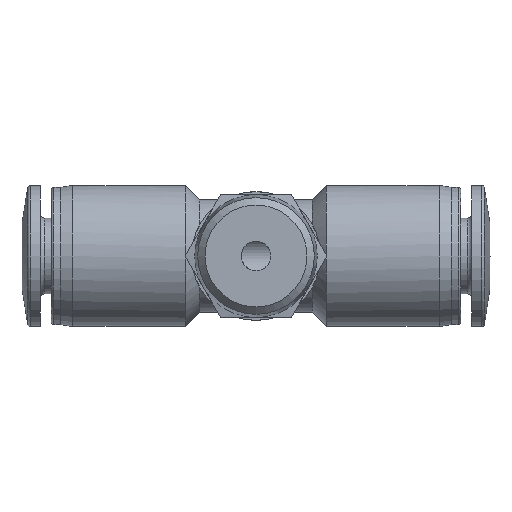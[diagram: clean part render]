
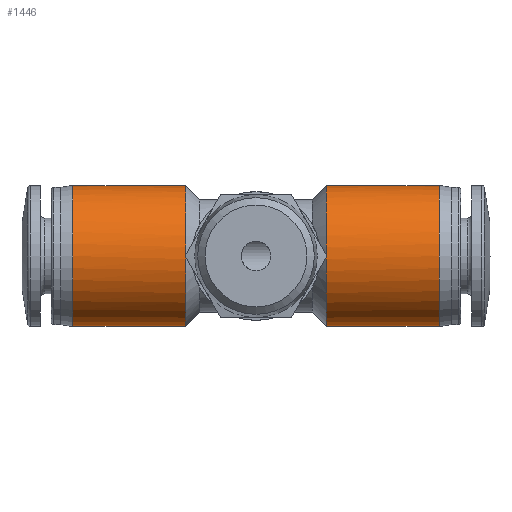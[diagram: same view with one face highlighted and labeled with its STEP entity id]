
A CAD part, front view. The second image highlights one B-rep face of the part: STEP entity #1446.
In plain terms, the highlighted cylindrical face has radius 5.75 mm (diameter 11.5 mm), a full revolution.
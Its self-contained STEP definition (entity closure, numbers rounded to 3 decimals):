
#68=LINE('',#2186,#96);
#69=LINE('',#2187,#97);
#96=VECTOR('',#1771,1000.);
#97=VECTOR('',#1772,1000.);
#269=ORIENTED_EDGE('',*,*,#511,.F.);
#270=ORIENTED_EDGE('',*,*,#510,.T.);
#271=ORIENTED_EDGE('',*,*,#480,.T.);
#272=ORIENTED_EDGE('',*,*,#512,.T.);
#273=ORIENTED_EDGE('',*,*,#456,.F.);
#274=ORIENTED_EDGE('',*,*,#513,.F.);
#456=EDGE_CURVE('',#586,#588,#672,.T.);
#480=EDGE_CURVE('',#604,#607,#677,.T.);
#510=EDGE_CURVE('',#630,#630,#695,.T.);
#511=EDGE_CURVE('',#631,#631,#696,.T.);
#512=EDGE_CURVE('',#607,#588,#68,.T.);
#513=EDGE_CURVE('',#604,#586,#69,.T.);
#586=VERTEX_POINT('',#2029);
#588=VERTEX_POINT('',#2032);
#604=VERTEX_POINT('',#2098);
#607=VERTEX_POINT('',#2118);
#630=VERTEX_POINT('',#2182);
#631=VERTEX_POINT('',#2185);
#672=CIRCLE('',#1517,5.75);
#677=CIRCLE('',#1529,5.75);
#695=CIRCLE('',#1557,5.75);
#696=CIRCLE('',#1559,5.75);
#757=EDGE_LOOP('',(#269));
#758=EDGE_LOOP('',(#270));
#759=EDGE_LOOP('',(#271,#272,#273,#274));
#861=FACE_BOUND('',#757,.T.);
#862=FACE_BOUND('',#758,.T.);
#863=FACE_BOUND('',#759,.T.);
#936=CYLINDRICAL_SURFACE('',#1558,5.75);
#1446=ADVANCED_FACE('',(#861,#862,#863),#936,.T.);
#1517=AXIS2_PLACEMENT_3D('',#2031,#1671,#1672);
#1529=AXIS2_PLACEMENT_3D('',#2119,#1697,#1698);
#1557=AXIS2_PLACEMENT_3D('',#2181,#1765,#1766);
#1558=AXIS2_PLACEMENT_3D('',#2183,#1767,#1768);
#1559=AXIS2_PLACEMENT_3D('',#2184,#1769,#1770);
#1671=DIRECTION('',(1.,0.,0.));
#1672=DIRECTION('',(0.,0.,-1.));
#1697=DIRECTION('',(1.,0.,0.));
#1698=DIRECTION('',(0.,0.,-1.));
#1765=DIRECTION('',(1.,0.,0.));
#1766=DIRECTION('',(0.,0.,-1.));
#1767=DIRECTION('',(1.,0.,0.));
#1768=DIRECTION('',(0.,0.,-1.));
#1769=DIRECTION('',(1.,0.,0.));
#1770=DIRECTION('',(0.,0.,-1.));
#1771=DIRECTION('',(-1.,0.,0.));
#1772=DIRECTION('',(-1.,0.,0.));
#2029=CARTESIAN_POINT('',(-5.75,5.701,0.75));
#2031=CARTESIAN_POINT('',(-5.75,0.,0.));
#2032=CARTESIAN_POINT('',(-5.75,5.701,-0.75));
#2098=CARTESIAN_POINT('',(5.75,5.701,0.75));
#2118=CARTESIAN_POINT('',(5.75,5.701,-0.75));
#2119=CARTESIAN_POINT('',(5.75,0.,0.));
#2181=CARTESIAN_POINT('',(-14.95,0.,0.));
#2182=CARTESIAN_POINT('',(-14.95,0.,-5.75));
#2183=CARTESIAN_POINT('',(19.1,0.,0.));
#2184=CARTESIAN_POINT('',(14.95,0.,0.));
#2185=CARTESIAN_POINT('',(14.95,0.,-5.75));
#2186=CARTESIAN_POINT('',(5.75,5.701,-0.75));
#2187=CARTESIAN_POINT('',(5.75,5.701,0.75));
